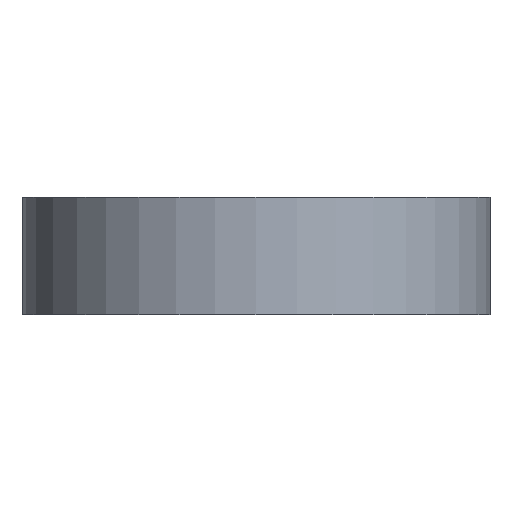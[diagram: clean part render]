
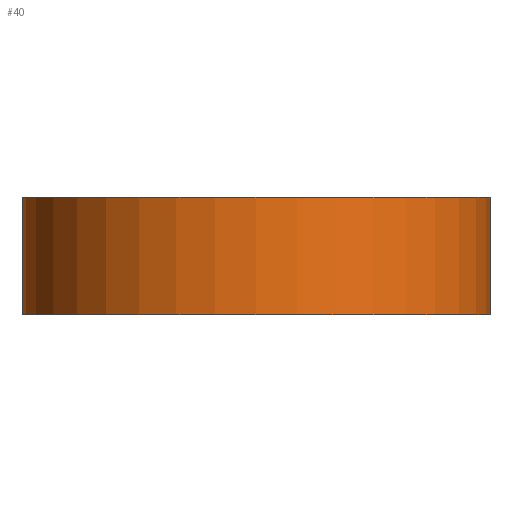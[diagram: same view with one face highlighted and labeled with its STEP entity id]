
A CAD part, front view. The second image highlights one B-rep face of the part: STEP entity #40.
In plain terms, the highlighted cylindrical face has radius 6.35 mm (diameter 12.7 mm), a partial arc.
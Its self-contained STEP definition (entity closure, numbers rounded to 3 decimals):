
#40 = ADVANCED_FACE( '', ( #81 ), #82, .T. );
#81 = FACE_OUTER_BOUND( '', #118, .T. );
#82 = CYLINDRICAL_SURFACE( '', #119, 6.35 );
#118 = EDGE_LOOP( '', ( #169, #170, #171, #172 ) );
#119 = AXIS2_PLACEMENT_3D( '', #173, #174, #175 );
#169 = ORIENTED_EDGE( '', *, *, #210, .F. );
#170 = ORIENTED_EDGE( '', *, *, #200, .F. );
#171 = ORIENTED_EDGE( '', *, *, #204, .T. );
#172 = ORIENTED_EDGE( '', *, *, #214, .T. );
#173 = CARTESIAN_POINT( '', ( 0., 0., 3.175 ) );
#174 = DIRECTION( '', ( 0., 0., 1. ) );
#175 = DIRECTION( '', ( -1., 0., 0. ) );
#200 = EDGE_CURVE( '', #226, #222, #228, .T. );
#204 = EDGE_CURVE( '', #226, #234, #235, .T. );
#210 = EDGE_CURVE( '', #222, #244, #245, .T. );
#214 = EDGE_CURVE( '', #234, #244, #250, .T. );
#222 = VERTEX_POINT( '', #258 );
#226 = VERTEX_POINT( '', #264 );
#228 = LINE( '', #267, #268 );
#234 = VERTEX_POINT( '', #274 );
#235 = CIRCLE( '', #275, 6.35 );
#244 = VERTEX_POINT( '', #285 );
#245 = CIRCLE( '', #286, 6.35 );
#250 = LINE( '', #292, #293 );
#258 = CARTESIAN_POINT( '', ( 6.35, 0., 0. ) );
#264 = CARTESIAN_POINT( '', ( 6.35, 0., 3.175 ) );
#267 = CARTESIAN_POINT( '', ( 6.35, 0., 3.175 ) );
#268 = VECTOR( '', #303, 1000. );
#274 = CARTESIAN_POINT( '', ( -6.35, 0., 3.175 ) );
#275 = AXIS2_PLACEMENT_3D( '', #310, #311, #312 );
#285 = CARTESIAN_POINT( '', ( -6.35, 0., 0. ) );
#286 = AXIS2_PLACEMENT_3D( '', #323, #324, #325 );
#292 = CARTESIAN_POINT( '', ( -6.35, 0., 3.175 ) );
#293 = VECTOR( '', #330, 1000. );
#303 = DIRECTION( '', ( 0., 0., -1. ) );
#310 = CARTESIAN_POINT( '', ( 0., 0., 3.175 ) );
#311 = DIRECTION( '', ( 0., 0., -1. ) );
#312 = DIRECTION( '', ( 1., 0., 0. ) );
#323 = CARTESIAN_POINT( '', ( 0., 0., 0. ) );
#324 = DIRECTION( '', ( 0., 0., -1. ) );
#325 = DIRECTION( '', ( 1., 0., 0. ) );
#330 = DIRECTION( '', ( 0., 0., -1. ) );
